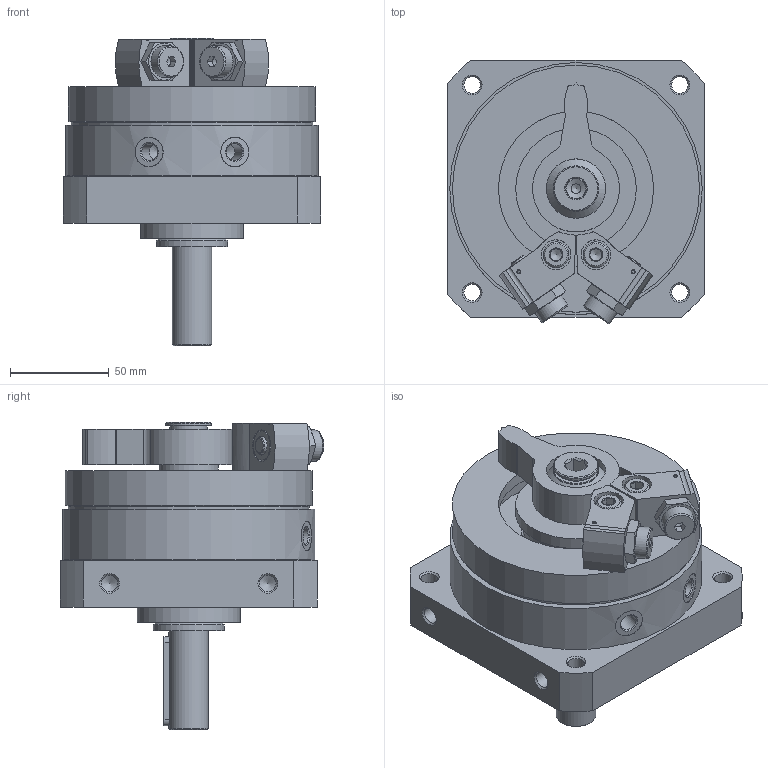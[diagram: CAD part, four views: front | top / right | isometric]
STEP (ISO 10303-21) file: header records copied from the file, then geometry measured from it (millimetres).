
FILE_DESCRIPTION(/* description */ ('STEP AP214'),/* implementation_level */ '2;1');
FILE_NAME(/* name */ '547586_DSM-40-270-P-A-B',/* time_stamp */ '2024-08-21T18:46:17+02:00',/* author */ ('License CC BY-ND 4.0'),/* organization */ ('CADENAS'),/* preprocessor_version */ 'ST-DEVELOPER v19.3',/* originating_system */ 'PARTsolutions',/* authorisation */ ' ');
FILE_SCHEMA (('AUTOMOTIVE_DESIGN {1 0 10303 214 3 1 1}'));
Length unit declared in the file: millimetre
Products named in the file (10): 547586 DSM-40-270-P-A-B--(0); 547586 DSM-40-270-P-A-B_G---(B); 704067 DSM-40-BR---(HZ); 710518 DSM-40-P-B; 371076 SLT-20; 342623 DSM-40_NS; DIN-912 - M8x30(F); 348988 SPZ-25-P-A M16X1-5-19; 704066 DSM-40-BL---(HZ); 547586 DSM-40-270-P-A-B_K---(B)
Assembly tree (14 placements, depth 2):
  547586 DSM-40-270-P-A-B--(0)
    547586 DSM-40-270-P-A-B_G---(B)
    704067 DSM-40-BR---(HZ)
    710518 DSM-40-P-B  x2
    371076 SLT-20  x2
    342623 DSM-40_NS  x2
    DIN-912 - M8x30(F)  x2
    348988 SPZ-25-P-A M16X1-5-19  x2
    704066 DSM-40-BL---(HZ)
    547586 DSM-40-270-P-A-B_K---(B)
Bounding box: 130 x 133.35 x 155.5 mm (x, y, z)
Volume: 967993.6 mm3; surface area: 152948.4 mm2
Topology: 14 solids, 14 shells, 352 faces, 797 edges, 498 vertices
Faces by surface type: plane 146, cylinder 113, cone 88, torus 5
Full cylindrical faces by diameter (mm): 1.567 x2, 4.917 x2, 6.4 x1, 6.647 x2, 8 x2, 8.376 x10, 8.566 x2, 9 x2, 9.6 x2, 13 x2, 14.917 x4, 15 x4, 16 x2, 19 x1, 20 x1, 23 x2, 30 x3, 36 x1, 52 x1, 53 x1, 61 x1, 78.5 x1, 90 x1, 102 x1, 122 x1, 125 x1, 127.65 x1
Entity records: 7450 total; most frequent: CARTESIAN_POINT 1379, DIRECTION 1283, ORIENTED_EDGE 976, AXIS2_PLACEMENT_3D 543, EDGE_CURVE 488, FACE_BOUND 445, EDGE_LOOP 433, VERTEX_POINT 379
